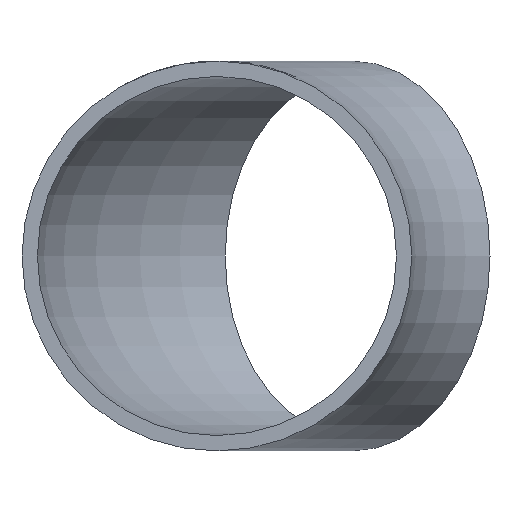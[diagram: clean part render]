
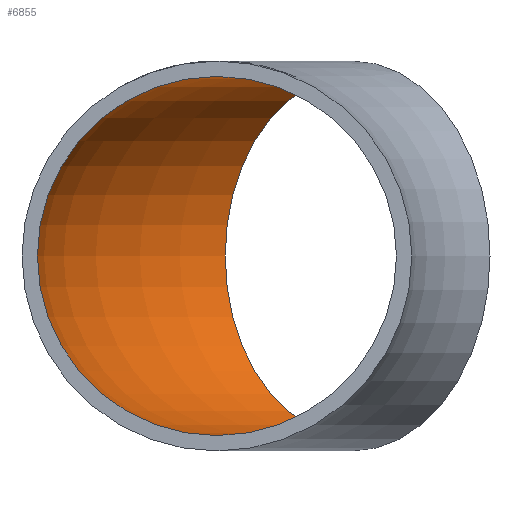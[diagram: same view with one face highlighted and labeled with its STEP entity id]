
A CAD part, front view. The second image highlights one B-rep face of the part: STEP entity #6855.
In plain terms, the highlighted toroidal (fillet/blend) face has major radius 45 mm and minor radius 17.5 mm.
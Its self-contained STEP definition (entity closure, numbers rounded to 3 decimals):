
#1827 = FACE_OUTER_BOUND ( 'NONE', #12999, .T. ) ;
#2144 = CARTESIAN_POINT ( 'NONE',  ( -44.194, 44.194, 0. ) ) ;
#4038 = TOROIDAL_SURFACE ( 'NONE', #14453, 45., 17.5 ) ;
#5481 = CARTESIAN_POINT ( 'NONE',  ( 0., 0., 0. ) ) ;
#5659 = AXIS2_PLACEMENT_3D ( 'NONE', #15616, #13087, #6766 ) ;
#6367 = AXIS2_PLACEMENT_3D ( 'NONE', #6422, #15420, #15589 ) ;
#6422 = CARTESIAN_POINT ( 'NONE',  ( -31.82, 31.82, 0. ) ) ;
#6766 = DIRECTION ( 'NONE',  ( 0., 0., 1. ) ) ;
#6782 = DIRECTION ( 'NONE',  ( 0., 0., -1. ) ) ;
#6855 = ADVANCED_FACE ( 'NONE', ( #11706, #1827 ), #4038, .F. ) ;
#7857 = DIRECTION ( 'NONE',  ( -1., 0., 0. ) ) ;
#8254 = VERTEX_POINT ( 'NONE', #14728 ) ;
#9729 = VERTEX_POINT ( 'NONE', #2144 ) ;
#9852 = EDGE_CURVE ( 'NONE', #9729, #9729, #13439, .T. ) ;
#11026 = ORIENTED_EDGE ( 'NONE', *, *, #15279, .F. ) ;
#11457 = EDGE_LOOP ( 'NONE', ( #11537 ) ) ;
#11537 = ORIENTED_EDGE ( 'NONE', *, *, #9852, .T. ) ;
#11706 = FACE_OUTER_BOUND ( 'NONE', #11457, .T. ) ;
#12471 = CIRCLE ( 'NONE', #5659, 17.5 ) ;
#12999 = EDGE_LOOP ( 'NONE', ( #11026 ) ) ;
#13087 = DIRECTION ( 'NONE',  ( 0., 1., 0. ) ) ;
#13439 = CIRCLE ( 'NONE', #6367, 17.5 ) ;
#14453 = AXIS2_PLACEMENT_3D ( 'NONE', #5481, #6782, #7857 ) ;
#14728 = CARTESIAN_POINT ( 'NONE',  ( -45., 0., 17.5 ) ) ;
#15279 = EDGE_CURVE ( 'NONE', #8254, #8254, #12471, .T. ) ;
#15420 = DIRECTION ( 'NONE',  ( 0.707, 0.707, 0. ) ) ;
#15589 = DIRECTION ( 'NONE',  ( -0.707, 0.707, 0. ) ) ;
#15616 = CARTESIAN_POINT ( 'NONE',  ( -45., 0., 0. ) ) ;
